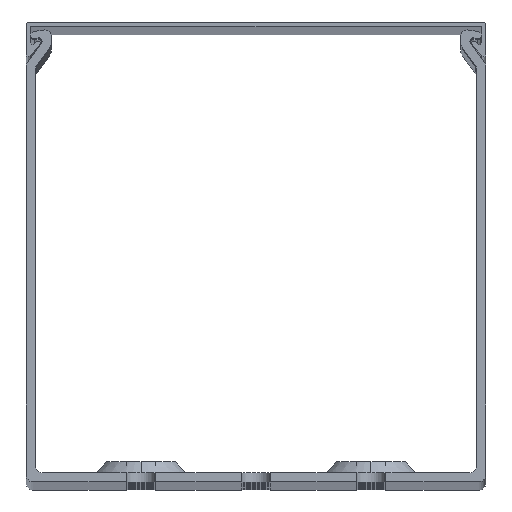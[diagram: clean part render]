
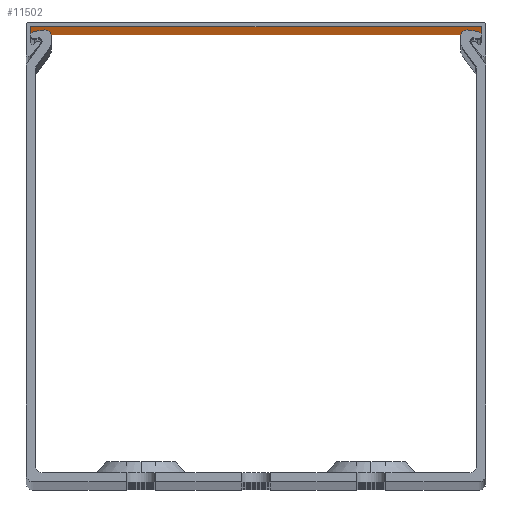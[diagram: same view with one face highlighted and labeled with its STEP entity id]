
A CAD part, top view. The second image highlights one B-rep face of the part: STEP entity #11502.
In plain terms, the highlighted planar face has unit normal (0, -1, 0).
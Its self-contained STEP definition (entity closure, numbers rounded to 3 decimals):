
#589 = LINE ( 'NONE', #3662, #7373 ) ;
#973 = VERTEX_POINT ( 'NONE', #9360 ) ;
#1577 = AXIS2_PLACEMENT_3D ( 'NONE', #1974, #7103, #23870 ) ;
#1787 = CARTESIAN_POINT ( 'NONE',  ( -49., 99., -500. ) ) ;
#1974 = CARTESIAN_POINT ( 'NONE',  ( -49., 99., 600.352 ) ) ;
#2214 = CARTESIAN_POINT ( 'NONE',  ( -49., 99., 600.352 ) ) ;
#2854 = ORIENTED_EDGE ( 'NONE', *, *, #22968, .T. ) ;
#3662 = CARTESIAN_POINT ( 'NONE',  ( -49., 99., 500. ) ) ;
#4344 = CARTESIAN_POINT ( 'NONE',  ( 49., 99., 600.352 ) ) ;
#5710 = EDGE_CURVE ( 'NONE', #8520, #973, #23208, .T. ) ;
#6197 = EDGE_CURVE ( 'NONE', #35026, #8591, #18381, .T. ) ;
#7091 = DIRECTION ( 'NONE',  ( 0., 0., -1. ) ) ;
#7103 = DIRECTION ( 'NONE',  ( 0., 1., 0. ) ) ;
#7373 = VECTOR ( 'NONE', #11692, 1000. ) ;
#8520 = VERTEX_POINT ( 'NONE', #16001 ) ;
#8591 = VERTEX_POINT ( 'NONE', #27332 ) ;
#9190 = EDGE_LOOP ( 'NONE', ( #18721, #20472, #13912, #2854 ) ) ;
#9360 = CARTESIAN_POINT ( 'NONE',  ( -49., 99., -500. ) ) ;
#11502 = ADVANCED_FACE ( 'NONE', ( #24039 ), #18741, .F. ) ;
#11692 = DIRECTION ( 'NONE',  ( -1., 0., 0. ) ) ;
#13912 = ORIENTED_EDGE ( 'NONE', *, *, #5710, .T. ) ;
#16001 = CARTESIAN_POINT ( 'NONE',  ( -49., 99., 500. ) ) ;
#16162 = VECTOR ( 'NONE', #32940, 1000. ) ;
#18381 = LINE ( 'NONE', #4344, #23061 ) ;
#18721 = ORIENTED_EDGE ( 'NONE', *, *, #6197, .F. ) ;
#18741 = PLANE ( 'NONE',  #1577 ) ;
#20472 = ORIENTED_EDGE ( 'NONE', *, *, #29953, .T. ) ;
#22968 = EDGE_CURVE ( 'NONE', #973, #8591, #29836, .T. ) ;
#23061 = VECTOR ( 'NONE', #7091, 1000. ) ;
#23208 = LINE ( 'NONE', #2214, #35816 ) ;
#23870 = DIRECTION ( 'NONE',  ( 0., 0., 1. ) ) ;
#24039 = FACE_OUTER_BOUND ( 'NONE', #9190, .T. ) ;
#24432 = DIRECTION ( 'NONE',  ( 0., 0., -1. ) ) ;
#27332 = CARTESIAN_POINT ( 'NONE',  ( 49., 99., -500. ) ) ;
#29836 = LINE ( 'NONE', #1787, #16162 ) ;
#29953 = EDGE_CURVE ( 'NONE', #35026, #8520, #589, .T. ) ;
#31484 = CARTESIAN_POINT ( 'NONE',  ( 49., 99., 500. ) ) ;
#32940 = DIRECTION ( 'NONE',  ( 1., 0., 0. ) ) ;
#35026 = VERTEX_POINT ( 'NONE', #31484 ) ;
#35816 = VECTOR ( 'NONE', #24432, 1000. ) ;
